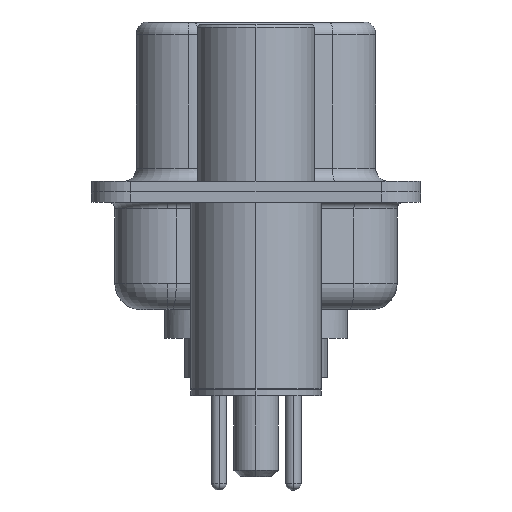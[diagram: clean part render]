
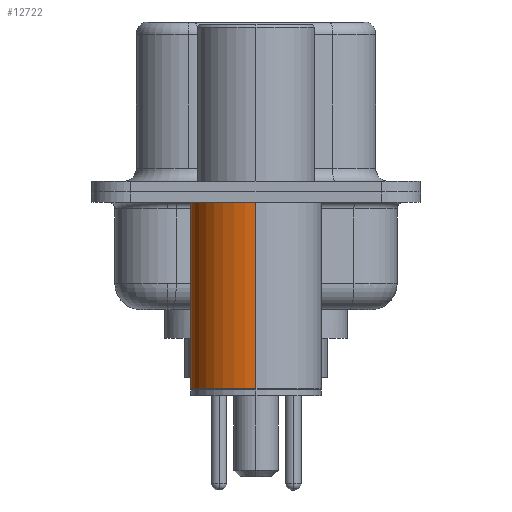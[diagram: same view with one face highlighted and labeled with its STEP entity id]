
A CAD part, left-side view. The second image highlights one B-rep face of the part: STEP entity #12722.
In plain terms, the highlighted cylindrical face has radius 2.5 mm (diameter 5 mm), a partial arc.
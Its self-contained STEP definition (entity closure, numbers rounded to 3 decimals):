
#686 = LINE ( 'NONE', #21991, #14736 ) ;
#745 = LINE ( 'NONE', #6547, #4858 ) ;
#2247 = CARTESIAN_POINT ( 'NONE',  ( -2.5, 0., -0.4 ) ) ;
#2358 = VERTEX_POINT ( 'NONE', #8254 ) ;
#3883 = ORIENTED_EDGE ( 'NONE', *, *, #10984, .F. ) ;
#4202 = CARTESIAN_POINT ( 'NONE',  ( 2.5, 0., -0.4 ) ) ;
#4357 = DIRECTION ( 'NONE',  ( 0., 0., 1. ) ) ;
#4373 = CARTESIAN_POINT ( 'NONE',  ( 0., 0., -0.4 ) ) ;
#4582 = DIRECTION ( 'NONE',  ( 0., 0., 1. ) ) ;
#4737 = ORIENTED_EDGE ( 'NONE', *, *, #19400, .F. ) ;
#4858 = VECTOR ( 'NONE', #25285, 1000. ) ;
#5416 = VERTEX_POINT ( 'NONE', #18324 ) ;
#6241 = DIRECTION ( 'NONE',  ( 0., 0., 1. ) ) ;
#6442 = VERTEX_POINT ( 'NONE', #2247 ) ;
#6547 = CARTESIAN_POINT ( 'NONE',  ( -2.5, 0., 0.581 ) ) ;
#7985 = AXIS2_PLACEMENT_3D ( 'NONE', #20308, #24434, #22650 ) ;
#8254 = CARTESIAN_POINT ( 'NONE',  ( -2.5, 0., -7.525 ) ) ;
#8379 = EDGE_LOOP ( 'NONE', ( #9124, #19665, #4737, #3883 ) ) ;
#8713 = DIRECTION ( 'NONE',  ( 1., 0., 0. ) ) ;
#9124 = ORIENTED_EDGE ( 'NONE', *, *, #13031, .T. ) ;
#9828 = CIRCLE ( 'NONE', #17212, 2.5 ) ;
#10984 = EDGE_CURVE ( 'NONE', #5416, #13059, #686, .T. ) ;
#12014 = CIRCLE ( 'NONE', #7985, 2.5 ) ;
#12722 = ADVANCED_FACE ( 'NONE', ( #18147 ), #14946, .T. ) ;
#13031 = EDGE_CURVE ( 'NONE', #5416, #2358, #12014, .T. ) ;
#13059 = VERTEX_POINT ( 'NONE', #4202 ) ;
#14736 = VECTOR ( 'NONE', #4357, 1000. ) ;
#14946 = CYLINDRICAL_SURFACE ( 'NONE', #26517, 2.5 ) ;
#16338 = DIRECTION ( 'NONE',  ( 1., 0., 0. ) ) ;
#17212 = AXIS2_PLACEMENT_3D ( 'NONE', #4373, #6241, #16338 ) ;
#18147 = FACE_OUTER_BOUND ( 'NONE', #8379, .T. ) ;
#18324 = CARTESIAN_POINT ( 'NONE',  ( 2.5, 0., -7.525 ) ) ;
#19400 = EDGE_CURVE ( 'NONE', #13059, #6442, #9828, .T. ) ;
#19665 = ORIENTED_EDGE ( 'NONE', *, *, #23344, .T. ) ;
#20308 = CARTESIAN_POINT ( 'NONE',  ( 0., 0., -7.525 ) ) ;
#21141 = CARTESIAN_POINT ( 'NONE',  ( 0., 0., 0.581 ) ) ;
#21991 = CARTESIAN_POINT ( 'NONE',  ( 2.5, 0., 0.581 ) ) ;
#22650 = DIRECTION ( 'NONE',  ( 1., 0., 0. ) ) ;
#23344 = EDGE_CURVE ( 'NONE', #2358, #6442, #745, .T. ) ;
#24434 = DIRECTION ( 'NONE',  ( 0., 0., 1. ) ) ;
#25285 = DIRECTION ( 'NONE',  ( 0., 0., 1. ) ) ;
#26517 = AXIS2_PLACEMENT_3D ( 'NONE', #21141, #4582, #8713 ) ;
